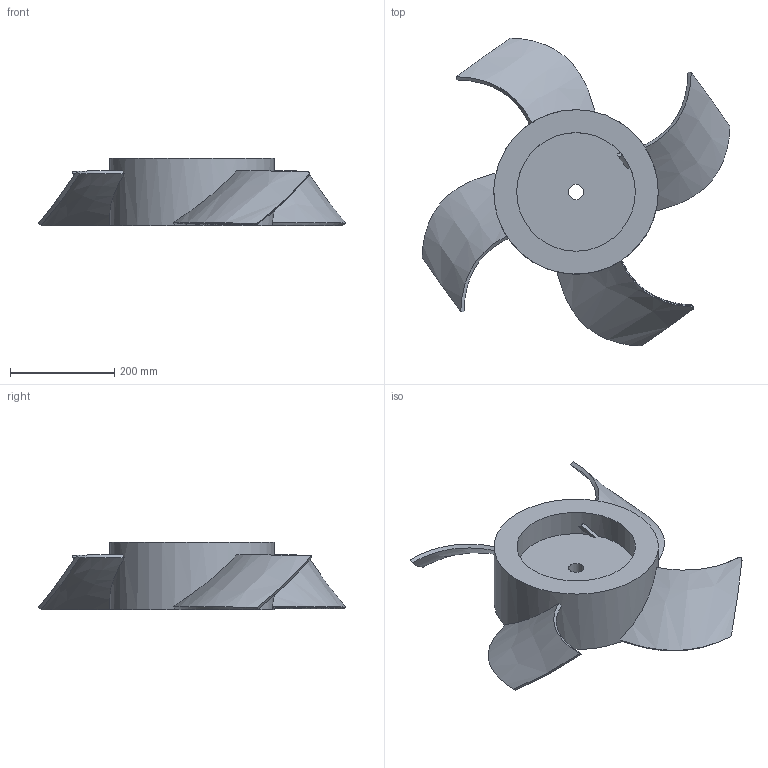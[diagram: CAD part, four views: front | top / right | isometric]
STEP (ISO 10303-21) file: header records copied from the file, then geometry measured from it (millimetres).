
FILE_DESCRIPTION(/* description */ (''),/* implementation_level */ '2;1');
FILE_NAME(/* name */ '4blade.stp',/* time_stamp */ '2021-01-20T16:58:24+03:00',/* author */ (''),/* organization */ (''),/* preprocessor_version */ 'ST-DEVELOPER v16.7',/* originating_system */ 'SIEMENS PLM Software NX 1859',/* authorisation */ '');
FILE_SCHEMA (('AUTOMOTIVE_DESIGN { 1 0 10303 214 3 1 1 1 }'));
Length unit declared in the file: millimetre
Products named in the file (1): model2
Bounding box: 589.53 x 589.46 x 130 mm (x, y, z)
Volume: 8933447 mm3; surface area: 573327.6 mm2
Topology: 1 solids, 1 shells, 41 faces, 99 edges, 60 vertices
Faces by surface type: bspline 33, cylinder 3, plane 3, sphere 2
Full cylindrical faces by diameter (mm): 29.1 x1, 227.21 x1, 315 x1
Entity records: 2061 total; most frequent: CARTESIAN_POINT 1370, ORIENTED_EDGE 182, EDGE_CURVE 91, B_SPLINE_CURVE_WITH_KNOTS 77, VERTEX_POINT 57, EDGE_LOOP 48, DIRECTION 46, ADVANCED_FACE 41
